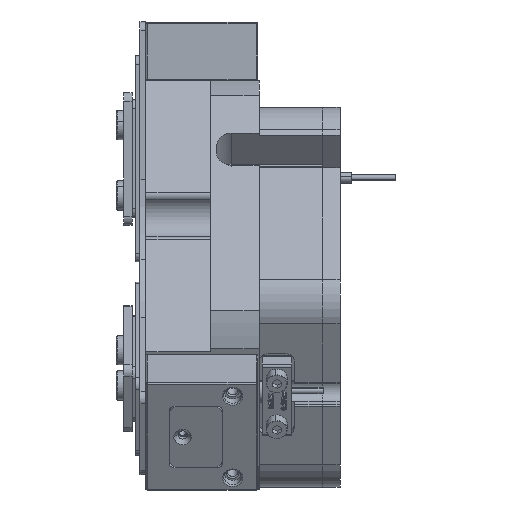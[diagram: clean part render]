
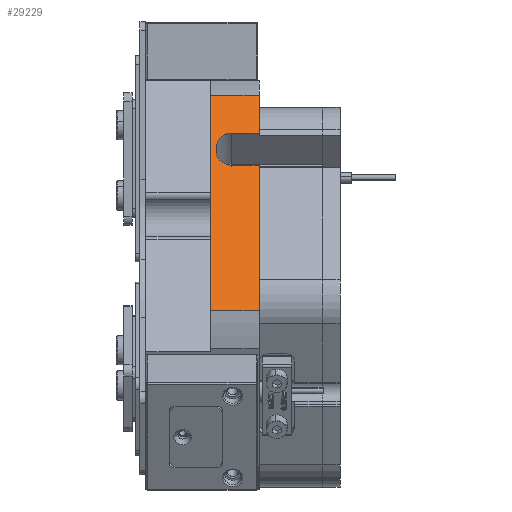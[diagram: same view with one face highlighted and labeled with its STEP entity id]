
A CAD part, left-side view. The second image highlights one B-rep face of the part: STEP entity #29229.
In plain terms, the highlighted planar face has unit normal (-0.866, 0, 0.5).
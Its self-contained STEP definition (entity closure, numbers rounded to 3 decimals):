
#597 = DIRECTION ( 'NONE',  ( 0.5, 0., 0.866 ) ) ;
#910 = VERTEX_POINT ( 'NONE', #40363 ) ;
#1363 = CARTESIAN_POINT ( 'NONE',  ( -42.577, 33.929, 56.254 ) ) ;
#2457 = ORIENTED_EDGE ( 'NONE', *, *, #43883, .F. ) ;
#3479 = EDGE_CURVE ( 'NONE', #21883, #8918, #40197, .T. ) ;
#3631 = CARTESIAN_POINT ( 'NONE',  ( -48.886, 33.929, 45.327 ) ) ;
#5790 = VERTEX_POINT ( 'NONE', #59967 ) ;
#5940 = LINE ( 'NONE', #47443, #32401 ) ;
#6021 = AXIS2_PLACEMENT_3D ( 'NONE', #15009, #9293, #597 ) ;
#6428 = ORIENTED_EDGE ( 'NONE', *, *, #39876, .T. ) ;
#7202 = ORIENTED_EDGE ( 'NONE', *, *, #3479, .T. ) ;
#7213 = ORIENTED_EDGE ( 'NONE', *, *, #52266, .T. ) ;
#8201 = LINE ( 'NONE', #24407, #28455 ) ;
#8501 = VECTOR ( 'NONE', #27842, 1000. ) ;
#8918 = VERTEX_POINT ( 'NONE', #35774 ) ;
#9269 = EDGE_CURVE ( 'NONE', #910, #61574, #39491, .T. ) ;
#9293 = DIRECTION ( 'NONE',  ( -0.866, 0., 0.5 ) ) ;
#9955 = PLANE ( 'NONE',  #6021 ) ;
#10879 = LINE ( 'NONE', #23322, #8501 ) ;
#11124 = VERTEX_POINT ( 'NONE', #55839 ) ;
#12993 = CARTESIAN_POINT ( 'NONE',  ( -48.886, -388.642, 45.327 ) ) ;
#13801 = VERTEX_POINT ( 'NONE', #51557 ) ;
#14244 = CARTESIAN_POINT ( 'NONE',  ( -46.257, 36., 49.88 ) ) ;
#14299 = VERTEX_POINT ( 'NONE', #21359 ) ;
#14370 = VECTOR ( 'NONE', #51434, 1000. ) ;
#15009 = CARTESIAN_POINT ( 'NONE',  ( 0., -388.642, 130. ) ) ;
#17586 = DIRECTION ( 'NONE',  ( -0.5, 0., -0.866 ) ) ;
#18415 = LINE ( 'NONE', #32093, #55847 ) ;
#18680 = FACE_OUTER_BOUND ( 'NONE', #59640, .T. ) ;
#19230 = VERTEX_POINT ( 'NONE', #47744 ) ;
#19746 =( BOUNDED_CURVE ( )  B_SPLINE_CURVE ( 3, ( #46946, #35996, #1363, #36223 ),
 .UNSPECIFIED., .F., .F. ) 
 B_SPLINE_CURVE_WITH_KNOTS ( ( 4, 4 ),
 ( 1.571, 3.142 ),
 .UNSPECIFIED. ) 
 CURVE ( )  GEOMETRIC_REPRESENTATION_ITEM ( )  RATIONAL_B_SPLINE_CURVE ( ( 1., 0.805, 0.805, 1. ) ) 
 REPRESENTATION_ITEM ( '' )  );
#19912 = VECTOR ( 'NONE', #52482, 1000. ) ;
#20984 = EDGE_CURVE ( 'NONE', #14299, #8918, #36972, .T. ) ;
#21359 = CARTESIAN_POINT ( 'NONE',  ( -77.394, 38., -4.05 ) ) ;
#21883 = VERTEX_POINT ( 'NONE', #26041 ) ;
#23322 = CARTESIAN_POINT ( 'NONE',  ( 0., 21.5, 130. ) ) ;
#24407 = CARTESIAN_POINT ( 'NONE',  ( -42.577, -388.642, 56.254 ) ) ;
#25445 = CARTESIAN_POINT ( 'NONE',  ( 0., 36., 130. ) ) ;
#26041 = CARTESIAN_POINT ( 'NONE',  ( -35.189, 21.5, 69.05 ) ) ;
#26812 = ORIENTED_EDGE ( 'NONE', *, *, #32301, .F. ) ;
#27842 = DIRECTION ( 'NONE',  ( -0.5, 0., -0.866 ) ) ;
#28012 = CARTESIAN_POINT ( 'NONE',  ( -48.886, 21.5, 45.327 ) ) ;
#28244 = CARTESIAN_POINT ( 'NONE',  ( -47.797, 36., 47.213 ) ) ;
#28455 = VECTOR ( 'NONE', #54971, 1000. ) ;
#29229 = ADVANCED_FACE ( 'NONE', ( #18680 ), #9955, .T. ) ;
#29319 = VECTOR ( 'NONE', #59899, 1000. ) ;
#31289 = DIRECTION ( 'NONE',  ( 0., 1., 0. ) ) ;
#32093 = CARTESIAN_POINT ( 'NONE',  ( -77.394, 60., -4.05 ) ) ;
#32301 = EDGE_CURVE ( 'NONE', #44920, #5790, #5940, .T. ) ;
#32401 = VECTOR ( 'NONE', #17586, 1000. ) ;
#32532 = DIRECTION ( 'NONE',  ( 0., -1., 0. ) ) ;
#32968 = EDGE_CURVE ( 'NONE', #19230, #13801, #8201, .T. ) ;
#34683 = LINE ( 'NONE', #12993, #19912 ) ;
#35273 =( BOUNDED_CURVE ( )  B_SPLINE_CURVE ( 3, ( #38494, #3631, #28244, #63379 ),
 .UNSPECIFIED., .F., .F. ) 
 B_SPLINE_CURVE_WITH_KNOTS ( ( 4, 4 ),
 ( 3.142, 4.712 ),
 .UNSPECIFIED. ) 
 CURVE ( )  GEOMETRIC_REPRESENTATION_ITEM ( )  RATIONAL_B_SPLINE_CURVE ( ( 1., 0.805, 0.805, 1. ) ) 
 REPRESENTATION_ITEM ( '' )  );
#35279 = ORIENTED_EDGE ( 'NONE', *, *, #9269, .F. ) ;
#35774 = CARTESIAN_POINT ( 'NONE',  ( -35.189, 38., 69.05 ) ) ;
#35996 = CARTESIAN_POINT ( 'NONE',  ( -43.666, 36., 54.368 ) ) ;
#36223 = CARTESIAN_POINT ( 'NONE',  ( -42.577, 31., 56.254 ) ) ;
#36972 = LINE ( 'NONE', #40485, #14370 ) ;
#38494 = CARTESIAN_POINT ( 'NONE',  ( -48.886, 31., 45.327 ) ) ;
#39491 = LINE ( 'NONE', #25445, #29319 ) ;
#39876 = EDGE_CURVE ( 'NONE', #11124, #61574, #35273, .T. ) ;
#40197 = LINE ( 'NONE', #52072, #46504 ) ;
#40242 = EDGE_CURVE ( 'NONE', #11124, #44920, #34683, .T. ) ;
#40363 = CARTESIAN_POINT ( 'NONE',  ( -45.206, 36., 51.701 ) ) ;
#40485 = CARTESIAN_POINT ( 'NONE',  ( -56.292, 38., 32.5 ) ) ;
#40820 = ORIENTED_EDGE ( 'NONE', *, *, #20984, .F. ) ;
#41486 = ORIENTED_EDGE ( 'NONE', *, *, #32968, .F. ) ;
#43883 = EDGE_CURVE ( 'NONE', #21883, #19230, #10879, .T. ) ;
#44920 = VERTEX_POINT ( 'NONE', #28012 ) ;
#46504 = VECTOR ( 'NONE', #31289, 1000. ) ;
#46946 = CARTESIAN_POINT ( 'NONE',  ( -45.206, 36., 51.701 ) ) ;
#47443 = CARTESIAN_POINT ( 'NONE',  ( 0., 21.5, 130. ) ) ;
#47744 = CARTESIAN_POINT ( 'NONE',  ( -42.577, 21.5, 56.254 ) ) ;
#48472 = ORIENTED_EDGE ( 'NONE', *, *, #40242, .F. ) ;
#51434 = DIRECTION ( 'NONE',  ( 0.5, 0., 0.866 ) ) ;
#51557 = CARTESIAN_POINT ( 'NONE',  ( -42.577, 31., 56.254 ) ) ;
#51820 = ORIENTED_EDGE ( 'NONE', *, *, #61301, .T. ) ;
#52072 = CARTESIAN_POINT ( 'NONE',  ( -35.189, 60., 69.05 ) ) ;
#52266 = EDGE_CURVE ( 'NONE', #910, #13801, #19746, .T. ) ;
#52482 = DIRECTION ( 'NONE',  ( 0., -1., 0. ) ) ;
#54971 = DIRECTION ( 'NONE',  ( 0., 1., 0. ) ) ;
#55839 = CARTESIAN_POINT ( 'NONE',  ( -48.886, 31., 45.327 ) ) ;
#55847 = VECTOR ( 'NONE', #32532, 1000. ) ;
#59640 = EDGE_LOOP ( 'NONE', ( #41486, #2457, #7202, #40820, #51820, #26812, #48472, #6428, #35279, #7213 ) ) ;
#59899 = DIRECTION ( 'NONE',  ( -0.5, 0., -0.866 ) ) ;
#59967 = CARTESIAN_POINT ( 'NONE',  ( -77.394, 21.5, -4.05 ) ) ;
#61301 = EDGE_CURVE ( 'NONE', #14299, #5790, #18415, .T. ) ;
#61574 = VERTEX_POINT ( 'NONE', #14244 ) ;
#63379 = CARTESIAN_POINT ( 'NONE',  ( -46.257, 36., 49.88 ) ) ;
